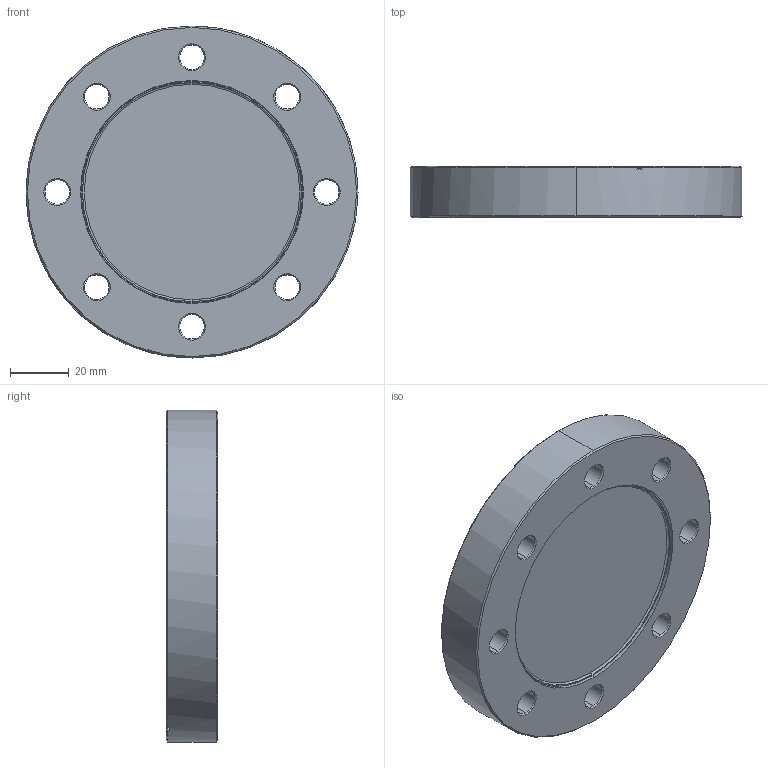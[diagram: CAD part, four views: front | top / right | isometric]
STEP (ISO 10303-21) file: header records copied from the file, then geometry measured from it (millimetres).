
FILE_DESCRIPTION (( 'STEP AP214' ), '1' );
FILE_NAME ('Hositrad_HVP2500.STEP', '2013-04-25T09:18:17', ( '' ), ( '' ), 'SwSTEP 2.0', 'SolidWorks 2013', '' );
FILE_SCHEMA (( 'AUTOMOTIVE_DESIGN' ));
Length unit declared in the file: millimetre
Products named in the file (3): HVP-Spinn-2500; NW63CF-HVP2500; Hositrad_HVP2500
Assembly tree (2 placements, depth 2):
  Hositrad_HVP2500
    NW63CF-HVP2500
    HVP-Spinn-2500
Bounding box: 113.5 x 17.5 x 113.5 mm (x, y, z)
Volume: 112513.2 mm3; surface area: 44729.8 mm2
Topology: 3 solids, 3 shells, 133 faces, 292 edges, 173 vertices
Faces by surface type: cone 43, cylinder 42, torus 26, plane 22
Entity records: 3959 total; most frequent: DIRECTION 753, CARTESIAN_POINT 615, ORIENTED_EDGE 584, AXIS2_PLACEMENT_3D 327, EDGE_CURVE 292, CIRCLE 189, VERTEX_POINT 173, EDGE_LOOP 161
